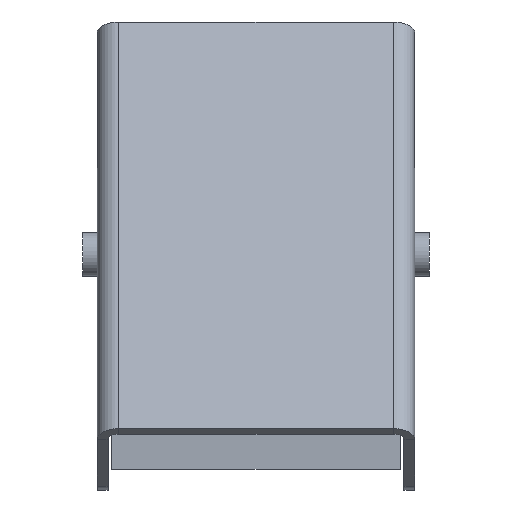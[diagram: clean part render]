
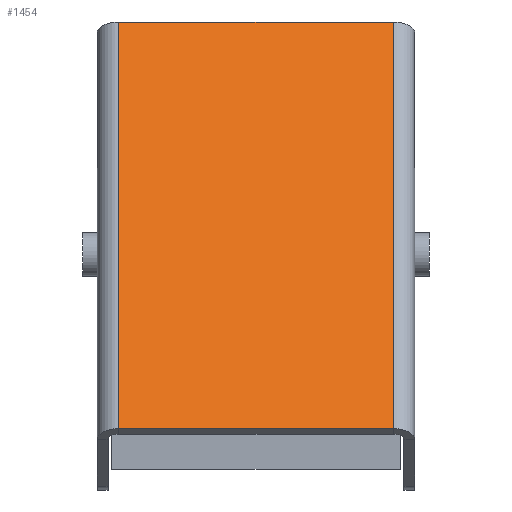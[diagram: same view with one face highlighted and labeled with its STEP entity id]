
A CAD part, left-side view. The second image highlights one B-rep face of the part: STEP entity #1454.
In plain terms, the highlighted face is planar.
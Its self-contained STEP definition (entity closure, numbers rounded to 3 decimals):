
#145=FACE_OUTER_BOUND('',#235,.T.);
#235=EDGE_LOOP('',(#1266,#1267,#1268,#1269));
#369=LINE('',#2467,#517);
#378=LINE('',#2488,#526);
#380=LINE('',#2494,#528);
#386=LINE('',#2509,#534);
#517=VECTOR('',#2025,10.);
#526=VECTOR('',#2048,10.);
#528=VECTOR('',#2056,10.);
#534=VECTOR('',#2076,10.);
#700=VERTEX_POINT('',#2464);
#701=VERTEX_POINT('',#2466);
#706=VERTEX_POINT('',#2487);
#707=VERTEX_POINT('',#2493);
#878=EDGE_CURVE('',#700,#701,#369,.T.);
#889=EDGE_CURVE('',#706,#701,#378,.T.);
#892=EDGE_CURVE('',#707,#706,#380,.T.);
#901=EDGE_CURVE('',#707,#700,#386,.T.);
#1266=ORIENTED_EDGE('',*,*,#878,.F.);
#1267=ORIENTED_EDGE('',*,*,#901,.F.);
#1268=ORIENTED_EDGE('',*,*,#892,.T.);
#1269=ORIENTED_EDGE('',*,*,#889,.T.);
#1372=PLANE('',#1676);
#1454=ADVANCED_FACE('',(#145),#1372,.T.);
#1676=AXIS2_PLACEMENT_3D('',#2510,#2077,#2078);
#2025=DIRECTION('',(-1.,0.,0.));
#2048=DIRECTION('',(0.,-1.,0.));
#2056=DIRECTION('',(-1.,0.,0.));
#2076=DIRECTION('',(0.,-1.,0.));
#2077=DIRECTION('center_axis',(0.,0.,
1.));
#2078=DIRECTION('ref_axis',(0.,-1.,0.));
#2464=CARTESIAN_POINT('',(65.,-19.,0.));
#2466=CARTESIAN_POINT('',(0.,-19.,0.));
#2467=CARTESIAN_POINT('',(32.5,-19.,0.));
#2487=CARTESIAN_POINT('',(0.,19.,0.));
#2488=CARTESIAN_POINT('',(0.,39.393,0.));
#2493=CARTESIAN_POINT('',(65.,19.,0.));
#2494=CARTESIAN_POINT('',(32.5,19.,0.));
#2509=CARTESIAN_POINT('',(65.,39.393,0.));
#2510=CARTESIAN_POINT('Origin',(32.5,0.,0.));
